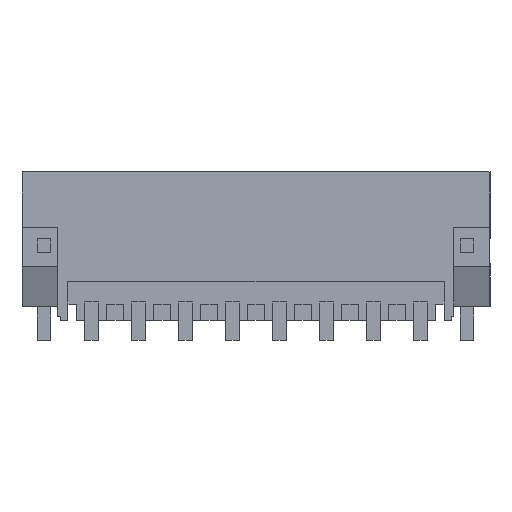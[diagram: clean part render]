
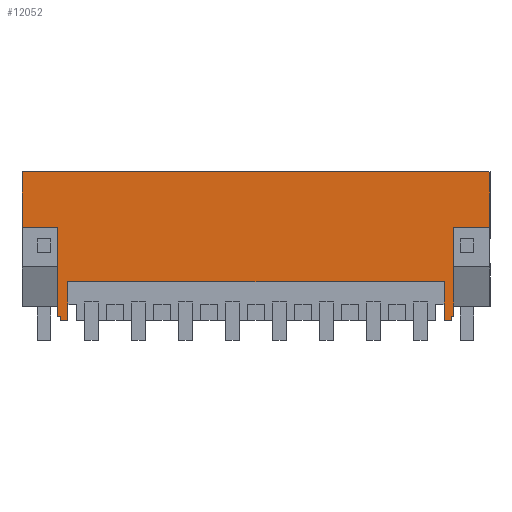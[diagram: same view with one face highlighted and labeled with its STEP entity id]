
A CAD part, front view. The second image highlights one B-rep face of the part: STEP entity #12052.
In plain terms, the highlighted planar face has unit normal (0, -1, 0).
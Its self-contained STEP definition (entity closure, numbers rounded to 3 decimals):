
#12022=AXIS2_PLACEMENT_3D('Plane Axis2P3D',#12019,#12020,#12021) ;
#3008=CARTESIAN_POINT('Line Origine',(3.425,0.,2.925)) ;
#3012=CARTESIAN_POINT('Vertex',(3.425,0.,1.5)) ;
#3014=CARTESIAN_POINT('Vertex',(3.425,0.,4.35)) ;
#3041=CARTESIAN_POINT('Vertex',(2.875,0.,1.5)) ;
#3044=CARTESIAN_POINT('Line Origine',(3.15,0.,1.5)) ;
#3066=CARTESIAN_POINT('Vertex',(2.875,0.,1.8)) ;
#3069=CARTESIAN_POINT('Line Origine',(2.875,0.,1.65)) ;
#3087=CARTESIAN_POINT('Line Origine',(2.762,0.,1.8)) ;
#3091=CARTESIAN_POINT('Vertex',(2.65,0.,1.8)) ;
#3112=CARTESIAN_POINT('Line Origine',(2.65,0.,5.1)) ;
#3116=CARTESIAN_POINT('Vertex',(2.65,0.,8.4)) ;
#3434=CARTESIAN_POINT('Vertex',(0.,0.,8.4)) ;
#3437=CARTESIAN_POINT('Line Origine',(0.,0.,10.475)) ;
#3441=CARTESIAN_POINT('Vertex',(0.,0.,12.55)) ;
#3567=CARTESIAN_POINT('Line Origine',(17.425,0.,12.55)) ;
#3571=CARTESIAN_POINT('Vertex',(34.85,0.,12.55)) ;
#7478=CARTESIAN_POINT('Line Origine',(34.85,0.,10.475)) ;
#7482=CARTESIAN_POINT('Vertex',(34.85,0.,8.4)) ;
#7805=CARTESIAN_POINT('Vertex',(32.15,0.,8.4)) ;
#7808=CARTESIAN_POINT('Line Origine',(32.15,0.,5.1)) ;
#7812=CARTESIAN_POINT('Vertex',(32.15,0.,1.8)) ;
#7836=CARTESIAN_POINT('Line Origine',(32.063,0.,1.8)) ;
#7840=CARTESIAN_POINT('Vertex',(31.975,0.,1.8)) ;
#7861=CARTESIAN_POINT('Line Origine',(31.975,0.,1.65)) ;
#7865=CARTESIAN_POINT('Vertex',(31.975,0.,1.5)) ;
#7881=CARTESIAN_POINT('Line Origine',(31.7,0.,1.5)) ;
#7885=CARTESIAN_POINT('Vertex',(31.425,0.,1.5)) ;
#7906=CARTESIAN_POINT('Line Origine',(31.425,0.,2.925)) ;
#7910=CARTESIAN_POINT('Vertex',(31.425,0.,4.35)) ;
#10210=CARTESIAN_POINT('Line Origine',(17.425,0.,4.35)) ;
#12019=CARTESIAN_POINT('Axis2P3D Location',(13.925,0.,1.5)) ;
#12024=CARTESIAN_POINT('Line Origine',(33.5,0.,8.4)) ;
#12029=CARTESIAN_POINT('Line Origine',(1.325,0.,8.4)) ;
#3009=DIRECTION('Vector Direction',(0.,0.,1.)) ;
#3045=DIRECTION('Vector Direction',(1.,0.,0.)) ;
#3070=DIRECTION('Vector Direction',(0.,0.,1.)) ;
#3088=DIRECTION('Vector Direction',(-1.,0.,0.)) ;
#3113=DIRECTION('Vector Direction',(0.,0.,-1.)) ;
#3438=DIRECTION('Vector Direction',(0.,0.,1.)) ;
#3568=DIRECTION('Vector Direction',(1.,0.,0.)) ;
#7479=DIRECTION('Vector Direction',(0.,0.,1.)) ;
#7809=DIRECTION('Vector Direction',(0.,0.,-1.)) ;
#7837=DIRECTION('Vector Direction',(-1.,0.,0.)) ;
#7862=DIRECTION('Vector Direction',(0.,0.,1.)) ;
#7882=DIRECTION('Vector Direction',(1.,0.,0.)) ;
#7907=DIRECTION('Vector Direction',(0.,0.,1.)) ;
#10211=DIRECTION('Vector Direction',(1.,0.,0.)) ;
#12020=DIRECTION('Axis2P3D Direction',(0.,1.,0.)) ;
#12021=DIRECTION('Axis2P3D XDirection',(0.,0.,1.)) ;
#12025=DIRECTION('Vector Direction',(1.,0.,0.)) ;
#12030=DIRECTION('Vector Direction',(1.,0.,0.)) ;
#3010=VECTOR('Line Direction',#3009,1.) ;
#3046=VECTOR('Line Direction',#3045,1.) ;
#3071=VECTOR('Line Direction',#3070,1.) ;
#3089=VECTOR('Line Direction',#3088,1.) ;
#3114=VECTOR('Line Direction',#3113,1.) ;
#3439=VECTOR('Line Direction',#3438,1.) ;
#3569=VECTOR('Line Direction',#3568,1.) ;
#7480=VECTOR('Line Direction',#7479,1.) ;
#7810=VECTOR('Line Direction',#7809,1.) ;
#7838=VECTOR('Line Direction',#7837,1.) ;
#7863=VECTOR('Line Direction',#7862,1.) ;
#7883=VECTOR('Line Direction',#7882,1.) ;
#7908=VECTOR('Line Direction',#7907,1.) ;
#10212=VECTOR('Line Direction',#10211,1.) ;
#12026=VECTOR('Line Direction',#12025,1.) ;
#12031=VECTOR('Line Direction',#12030,1.) ;
#12035=ORIENTED_EDGE('',*,*,#10214,.F.) ;
#12036=ORIENTED_EDGE('',*,*,#7912,.F.) ;
#12037=ORIENTED_EDGE('',*,*,#7887,.T.) ;
#12038=ORIENTED_EDGE('',*,*,#7867,.T.) ;
#12039=ORIENTED_EDGE('',*,*,#7842,.F.) ;
#12040=ORIENTED_EDGE('',*,*,#7814,.F.) ;
#12041=ORIENTED_EDGE('',*,*,#12028,.F.) ;
#12042=ORIENTED_EDGE('',*,*,#7484,.T.) ;
#12043=ORIENTED_EDGE('',*,*,#3573,.F.) ;
#12044=ORIENTED_EDGE('',*,*,#3443,.F.) ;
#12045=ORIENTED_EDGE('',*,*,#12033,.T.) ;
#12046=ORIENTED_EDGE('',*,*,#3118,.T.) ;
#12047=ORIENTED_EDGE('',*,*,#3093,.F.) ;
#12048=ORIENTED_EDGE('',*,*,#3073,.F.) ;
#12049=ORIENTED_EDGE('',*,*,#3048,.T.) ;
#12050=ORIENTED_EDGE('',*,*,#3016,.T.) ;
#12052=ADVANCED_FACE('HOUSING',(#12051),#12023,.F.) ;
#3016=EDGE_CURVE('',#3013,#3015,#3011,.T.) ;
#3048=EDGE_CURVE('',#3042,#3013,#3047,.T.) ;
#3073=EDGE_CURVE('',#3042,#3067,#3072,.T.) ;
#3093=EDGE_CURVE('',#3067,#3092,#3090,.T.) ;
#3118=EDGE_CURVE('',#3117,#3092,#3115,.T.) ;
#3443=EDGE_CURVE('',#3435,#3442,#3440,.T.) ;
#3573=EDGE_CURVE('',#3442,#3572,#3570,.T.) ;
#7484=EDGE_CURVE('',#7483,#3572,#7481,.T.) ;
#7814=EDGE_CURVE('',#7806,#7813,#7811,.T.) ;
#7842=EDGE_CURVE('',#7813,#7841,#7839,.T.) ;
#7867=EDGE_CURVE('',#7866,#7841,#7864,.T.) ;
#7887=EDGE_CURVE('',#7886,#7866,#7884,.T.) ;
#7912=EDGE_CURVE('',#7886,#7911,#7909,.T.) ;
#10214=EDGE_CURVE('',#7911,#3015,#10213,.F.) ;
#12028=EDGE_CURVE('',#7483,#7806,#12027,.F.) ;
#12033=EDGE_CURVE('',#3435,#3117,#12032,.T.) ;
#12034=EDGE_LOOP('',(#12035,#12036,#12037,#12038,#12039,#12040,#12041,#12042,#12043,#12044,#12045,#12046,#12047,#12048,#12049,#12050)) ;
#12051=FACE_OUTER_BOUND('',#12034,.T.) ;
#3011=LINE('Line',#3008,#3010) ;
#3047=LINE('Line',#3044,#3046) ;
#3072=LINE('Line',#3069,#3071) ;
#3090=LINE('Line',#3087,#3089) ;
#3115=LINE('Line',#3112,#3114) ;
#3440=LINE('Line',#3437,#3439) ;
#3570=LINE('Line',#3567,#3569) ;
#7481=LINE('Line',#7478,#7480) ;
#7811=LINE('Line',#7808,#7810) ;
#7839=LINE('Line',#7836,#7838) ;
#7864=LINE('Line',#7861,#7863) ;
#7884=LINE('Line',#7881,#7883) ;
#7909=LINE('Line',#7906,#7908) ;
#10213=LINE('Line',#10210,#10212) ;
#12027=LINE('Line',#12024,#12026) ;
#12032=LINE('Line',#12029,#12031) ;
#12023=PLANE('',#12022) ;
#3013=VERTEX_POINT('',#3012) ;
#3015=VERTEX_POINT('',#3014) ;
#3042=VERTEX_POINT('',#3041) ;
#3067=VERTEX_POINT('',#3066) ;
#3092=VERTEX_POINT('',#3091) ;
#3117=VERTEX_POINT('',#3116) ;
#3435=VERTEX_POINT('',#3434) ;
#3442=VERTEX_POINT('',#3441) ;
#3572=VERTEX_POINT('',#3571) ;
#7483=VERTEX_POINT('',#7482) ;
#7806=VERTEX_POINT('',#7805) ;
#7813=VERTEX_POINT('',#7812) ;
#7841=VERTEX_POINT('',#7840) ;
#7866=VERTEX_POINT('',#7865) ;
#7886=VERTEX_POINT('',#7885) ;
#7911=VERTEX_POINT('',#7910) ;
